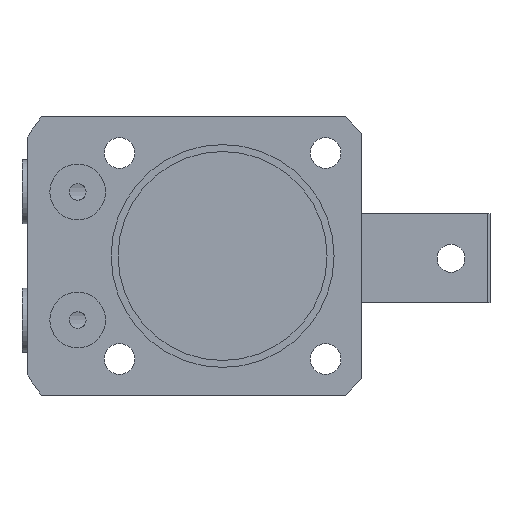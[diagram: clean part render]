
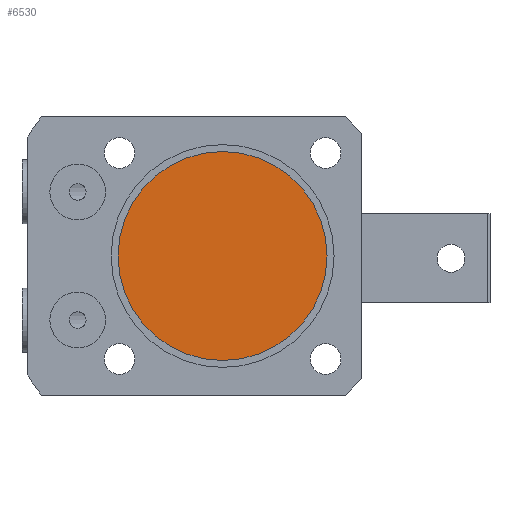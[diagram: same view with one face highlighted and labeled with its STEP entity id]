
A CAD part, front view. The second image highlights one B-rep face of the part: STEP entity #6530.
In plain terms, the highlighted planar face has unit normal (0, -1, 0).
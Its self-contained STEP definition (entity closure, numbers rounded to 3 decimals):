
#1818 = ORIENTED_EDGE ( 'NONE', *, *, #5366, .F. ) ;
#1819 = ORIENTED_EDGE ( 'NONE', *, *, #7559, .F. ) ;
#2718 = CIRCLE ( 'NONE', #7175, 18.75 ) ;
#3015 = EDGE_LOOP ( 'NONE', ( #1819, #1818 ) ) ;
#4905 = DIRECTION ( 'NONE',  ( 0., 0., -1. ) ) ;
#4906 = DIRECTION ( 'NONE',  ( 0., 1., 0. ) ) ;
#4907 = CARTESIAN_POINT ( 'NONE',  ( 0., 0., 0. ) ) ;
#5366 = EDGE_CURVE ( 'NONE', #8679, #8690, #2718, .T. ) ;
#5928 = CIRCLE ( 'NONE', #8240, 18.75 ) ;
#6308 = FACE_OUTER_BOUND ( 'NONE', #3015, .T. ) ;
#6530 = ADVANCED_FACE ( 'NONE', ( #6308 ), #10180, .F. ) ;
#7015 = AXIS2_PLACEMENT_3D ( 'NONE', #10181, #10177, #10176 ) ;
#7175 = AXIS2_PLACEMENT_3D ( 'NONE', #4907, #4906, #4905 ) ;
#7559 = EDGE_CURVE ( 'NONE', #8690, #8679, #5928, .T. ) ;
#8240 = AXIS2_PLACEMENT_3D ( 'NONE', #9004, #9005, #9006 ) ;
#8679 = VERTEX_POINT ( 'NONE', #11045 ) ;
#8690 = VERTEX_POINT ( 'NONE', #11056 ) ;
#9004 = CARTESIAN_POINT ( 'NONE',  ( 0., 0., 0. ) ) ;
#9005 = DIRECTION ( 'NONE',  ( 0., 1., 0. ) ) ;
#9006 = DIRECTION ( 'NONE',  ( 0., 0., -1. ) ) ;
#10176 = DIRECTION ( 'NONE',  ( 0., 0., 1. ) ) ;
#10177 = DIRECTION ( 'NONE',  ( 0., 1., 0. ) ) ;
#10180 = PLANE ( 'NONE',  #7015 ) ;
#10181 = CARTESIAN_POINT ( 'NONE',  ( 0., 0., 0. ) ) ;
#11045 = CARTESIAN_POINT ( 'NONE',  ( 0., 0., 18.75 ) ) ;
#11056 = CARTESIAN_POINT ( 'NONE',  ( 0., 0., -18.75 ) ) ;
